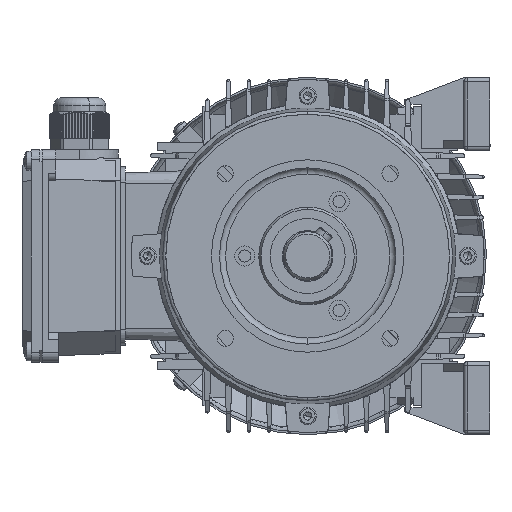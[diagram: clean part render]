
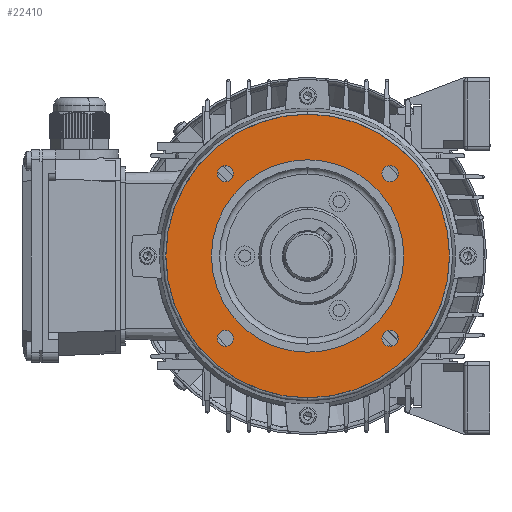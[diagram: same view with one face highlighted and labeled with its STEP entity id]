
A CAD part, left-side view. The second image highlights one B-rep face of the part: STEP entity #22410.
In plain terms, the highlighted planar face has unit normal (-1, 0, 0).
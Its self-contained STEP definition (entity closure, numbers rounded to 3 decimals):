
#19747 = CARTESIAN_POINT ( 'NONE',  ( 3., -40.659, 36.659 ) ) ;
#19748 = CARTESIAN_POINT ( 'NONE',  ( 3., -40.659, 44.659 ) ) ;
#19749 = DIRECTION ( 'NONE',  ( 0., 0., -1. ) ) ;
#19750 = DIRECTION ( 'NONE',  ( 1., 0., 0. ) ) ;
#19751 = CARTESIAN_POINT ( 'NONE',  ( 3., -40.659, 40.659 ) ) ;
#19752 = AXIS2_PLACEMENT_3D ( 'NONE', #19751, #19750, #19749 ) ;
#19758 = CIRCLE ( 'NONE', #19752, 4. ) ;
#19985 = CARTESIAN_POINT ( 'NONE',  ( 3., -40.659, -44.659 ) ) ;
#19986 = CARTESIAN_POINT ( 'NONE',  ( 3., -40.659, -36.659 ) ) ;
#19992 = DIRECTION ( 'NONE',  ( 0., 0., -1. ) ) ;
#19993 = DIRECTION ( 'NONE',  ( 1., 0., 0. ) ) ;
#19994 = AXIS2_PLACEMENT_3D ( 'NONE', #20001, #19993, #19992 ) ;
#19995 = CIRCLE ( 'NONE', #19994, 4. ) ;
#20001 = CARTESIAN_POINT ( 'NONE',  ( 3., -40.659, -40.659 ) ) ;
#20103 = CARTESIAN_POINT ( 'NONE',  ( 3., 40.659, -40.659 ) ) ;
#20104 = AXIS2_PLACEMENT_3D ( 'NONE', #20103, #20156, #20155 ) ;
#20105 = CIRCLE ( 'NONE', #20104, 4. ) ;
#20153 = CARTESIAN_POINT ( 'NONE',  ( 3., 40.659, -44.659 ) ) ;
#20154 = CARTESIAN_POINT ( 'NONE',  ( 3., 40.659, -36.659 ) ) ;
#20155 = DIRECTION ( 'NONE',  ( 0., 0., -1. ) ) ;
#20156 = DIRECTION ( 'NONE',  ( 1., 0., 0. ) ) ;
#20231 = CARTESIAN_POINT ( 'NONE',  ( 3., 40.659, 36.659 ) ) ;
#20237 = CARTESIAN_POINT ( 'NONE',  ( 3., 40.659, 44.659 ) ) ;
#20238 = DIRECTION ( 'NONE',  ( 0., 0., -1. ) ) ;
#20239 = DIRECTION ( 'NONE',  ( 1., 0., 0. ) ) ;
#20240 = CARTESIAN_POINT ( 'NONE',  ( 3., 40.659, 40.659 ) ) ;
#20241 = AXIS2_PLACEMENT_3D ( 'NONE', #20240, #20239, #20238 ) ;
#20242 = CIRCLE ( 'NONE', #20241, 4. ) ;
#20950 = CARTESIAN_POINT ( 'NONE',  ( 3., 0., 70. ) ) ;
#20951 = CARTESIAN_POINT ( 'NONE',  ( 3., 0., -70. ) ) ;
#21009 = CARTESIAN_POINT ( 'NONE',  ( 3., 0., -47.5 ) ) ;
#21010 = CARTESIAN_POINT ( 'NONE',  ( 3., 0., 47.5 ) ) ;
#21011 = DIRECTION ( 'NONE',  ( 0., 0., 1. ) ) ;
#21012 = DIRECTION ( 'NONE',  ( -1., 0., 0. ) ) ;
#21013 = AXIS2_PLACEMENT_3D ( 'NONE', #21018, #21012, #21011 ) ;
#21014 = CIRCLE ( 'NONE', #21013, 47.5 ) ;
#21018 = CARTESIAN_POINT ( 'NONE',  ( 3., 0., 0. ) ) ;
#21151 = DIRECTION ( 'NONE',  ( 0., 0., 1. ) ) ;
#21152 = DIRECTION ( 'NONE',  ( -1., 0., 0. ) ) ;
#21153 = CARTESIAN_POINT ( 'NONE',  ( 3., 0., 0. ) ) ;
#21154 = AXIS2_PLACEMENT_3D ( 'NONE', #21153, #21152, #21151 ) ;
#21155 = CIRCLE ( 'NONE', #21154, 70. ) ;
#22395 = ORIENTED_EDGE ( 'NONE', *, *, #70502, .F. ) ;
#22397 = ORIENTED_EDGE ( 'NONE', *, *, #22405, .F. ) ;
#22398 = EDGE_LOOP ( 'NONE', ( #22503, #22505 ) ) ;
#22405 = EDGE_CURVE ( 'NONE', #70504, #70503, #113534, .T. ) ;
#22410 = ADVANCED_FACE ( 'NONE', ( #113530, #113529, #113528, #113527, #113526, #113525 ), #113524, .F. ) ;
#22412 = EDGE_LOOP ( 'NONE', ( #22414, #22418 ) ) ;
#22414 = ORIENTED_EDGE ( 'NONE', *, *, #22416, .T. ) ;
#22416 = EDGE_CURVE ( 'NONE', #69853, #69852, #113576, .T. ) ;
#22418 = ORIENTED_EDGE ( 'NONE', *, *, #69851, .T. ) ;
#22419 = EDGE_LOOP ( 'NONE', ( #22422, #22452 ) ) ;
#22422 = ORIENTED_EDGE ( 'NONE', *, *, #22423, .T. ) ;
#22423 = EDGE_CURVE ( 'NONE', #69960, #69958, #113568, .T. ) ;
#22452 = ORIENTED_EDGE ( 'NONE', *, *, #69956, .T. ) ;
#22453 = EDGE_LOOP ( 'NONE', ( #22455, #22459 ) ) ;
#22455 = ORIENTED_EDGE ( 'NONE', *, *, #22456, .T. ) ;
#22456 = EDGE_CURVE ( 'NONE', #70012, #70010, #113641, .T. ) ;
#22459 = ORIENTED_EDGE ( 'NONE', *, *, #70009, .T. ) ;
#22461 = EDGE_LOOP ( 'NONE', ( #22462, #22467 ) ) ;
#22462 = ORIENTED_EDGE ( 'NONE', *, *, #22464, .T. ) ;
#22464 = EDGE_CURVE ( 'NONE', #70069, #70067, #113629, .T. ) ;
#22467 = ORIENTED_EDGE ( 'NONE', *, *, #70066, .T. ) ;
#22468 = EDGE_LOOP ( 'NONE', ( #22395, #22397 ) ) ;
#22503 = ORIENTED_EDGE ( 'NONE', *, *, #70573, .T. ) ;
#22505 = ORIENTED_EDGE ( 'NONE', *, *, #22507, .T. ) ;
#22507 = EDGE_CURVE ( 'NONE', #70457, #70460, #113699, .T. ) ;
#69851 = EDGE_CURVE ( 'NONE', #69852, #69853, #19758, .T. ) ;
#69852 = VERTEX_POINT ( 'NONE', #19748 ) ;
#69853 = VERTEX_POINT ( 'NONE', #19747 ) ;
#69956 = EDGE_CURVE ( 'NONE', #69958, #69960, #19995, .T. ) ;
#69958 = VERTEX_POINT ( 'NONE', #19986 ) ;
#69960 = VERTEX_POINT ( 'NONE', #19985 ) ;
#70009 = EDGE_CURVE ( 'NONE', #70010, #70012, #20105, .T. ) ;
#70010 = VERTEX_POINT ( 'NONE', #20154 ) ;
#70012 = VERTEX_POINT ( 'NONE', #20153 ) ;
#70066 = EDGE_CURVE ( 'NONE', #70067, #70069, #20242, .T. ) ;
#70067 = VERTEX_POINT ( 'NONE', #20237 ) ;
#70069 = VERTEX_POINT ( 'NONE', #20231 ) ;
#70457 = VERTEX_POINT ( 'NONE', #20951 ) ;
#70460 = VERTEX_POINT ( 'NONE', #20950 ) ;
#70502 = EDGE_CURVE ( 'NONE', #70503, #70504, #21014, .T. ) ;
#70503 = VERTEX_POINT ( 'NONE', #21010 ) ;
#70504 = VERTEX_POINT ( 'NONE', #21009 ) ;
#70573 = EDGE_CURVE ( 'NONE', #70460, #70457, #21155, .T. ) ;
#113521 = DIRECTION ( 'NONE',  ( 1., 0., 0. ) ) ;
#113522 = AXIS2_PLACEMENT_3D ( 'NONE', #113523, #113521, #113588 ) ;
#113523 = CARTESIAN_POINT ( 'NONE',  ( 3., 47.5, 0. ) ) ;
#113524 = PLANE ( 'NONE',  #113522 ) ;
#113525 = FACE_OUTER_BOUND ( 'NONE', #22398, .T. ) ;
#113526 = FACE_BOUND ( 'NONE', #22468, .T. ) ;
#113527 = FACE_BOUND ( 'NONE', #22461, .T. ) ;
#113528 = FACE_BOUND ( 'NONE', #22453, .T. ) ;
#113529 = FACE_BOUND ( 'NONE', #22419, .T. ) ;
#113530 = FACE_BOUND ( 'NONE', #22412, .T. ) ;
#113531 = DIRECTION ( 'NONE',  ( 0., 0., 1. ) ) ;
#113532 = DIRECTION ( 'NONE',  ( -1., 0., 0. ) ) ;
#113533 = AXIS2_PLACEMENT_3D ( 'NONE', #113538, #113532, #113531 ) ;
#113534 = CIRCLE ( 'NONE', #113533, 47.5 ) ;
#113538 = CARTESIAN_POINT ( 'NONE',  ( 3., 0., 0. ) ) ;
#113564 = DIRECTION ( 'NONE',  ( 0., 0., -1. ) ) ;
#113565 = DIRECTION ( 'NONE',  ( 1., 0., 0. ) ) ;
#113566 = CARTESIAN_POINT ( 'NONE',  ( 3., -40.659, -40.659 ) ) ;
#113567 = AXIS2_PLACEMENT_3D ( 'NONE', #113566, #113565, #113564 ) ;
#113568 = CIRCLE ( 'NONE', #113567, 4. ) ;
#113573 = DIRECTION ( 'NONE',  ( 0., 0., -1. ) ) ;
#113574 = DIRECTION ( 'NONE',  ( 1., 0., 0. ) ) ;
#113575 = AXIS2_PLACEMENT_3D ( 'NONE', #113580, #113574, #113573 ) ;
#113576 = CIRCLE ( 'NONE', #113575, 4. ) ;
#113580 = CARTESIAN_POINT ( 'NONE',  ( 3., -40.659, 40.659 ) ) ;
#113588 = DIRECTION ( 'NONE',  ( 0., 0., -1. ) ) ;
#113626 = DIRECTION ( 'NONE',  ( 0., 0., -1. ) ) ;
#113627 = DIRECTION ( 'NONE',  ( 1., 0., 0. ) ) ;
#113628 = AXIS2_PLACEMENT_3D ( 'NONE', #113633, #113627, #113626 ) ;
#113629 = CIRCLE ( 'NONE', #113628, 4. ) ;
#113633 = CARTESIAN_POINT ( 'NONE',  ( 3., 40.659, 40.659 ) ) ;
#113637 = DIRECTION ( 'NONE',  ( 0., 0., -1. ) ) ;
#113638 = DIRECTION ( 'NONE',  ( 1., 0., 0. ) ) ;
#113639 = CARTESIAN_POINT ( 'NONE',  ( 3., 40.659, -40.659 ) ) ;
#113640 = AXIS2_PLACEMENT_3D ( 'NONE', #113639, #113638, #113637 ) ;
#113641 = CIRCLE ( 'NONE', #113640, 4. ) ;
#113692 = DIRECTION ( 'NONE',  ( 0., 0., 1. ) ) ;
#113693 = DIRECTION ( 'NONE',  ( -1., 0., 0. ) ) ;
#113694 = CARTESIAN_POINT ( 'NONE',  ( 3., 0., 0. ) ) ;
#113695 = AXIS2_PLACEMENT_3D ( 'NONE', #113694, #113693, #113692 ) ;
#113699 = CIRCLE ( 'NONE', #113695, 70. ) ;
